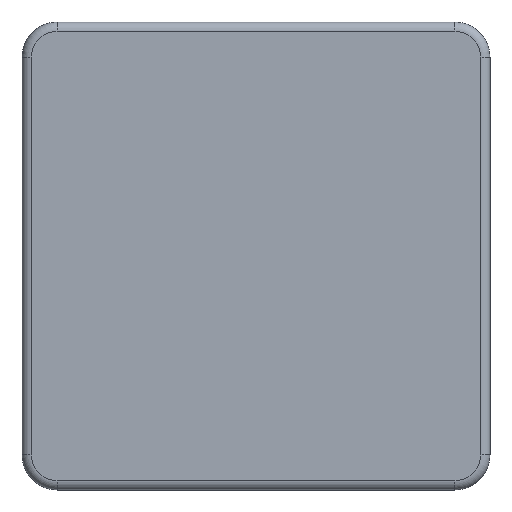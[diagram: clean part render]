
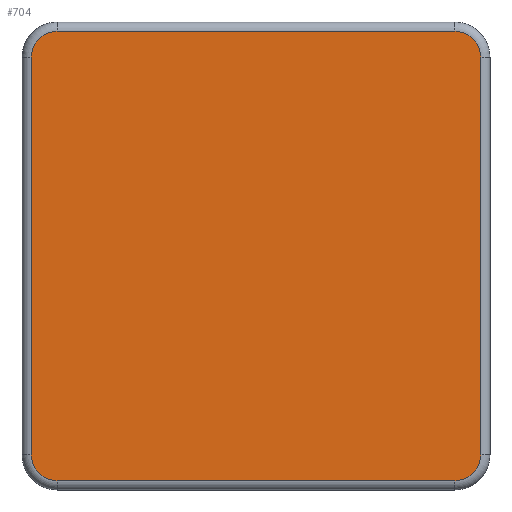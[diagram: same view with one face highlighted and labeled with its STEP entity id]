
A CAD part, left-side view. The second image highlights one B-rep face of the part: STEP entity #704.
In plain terms, the highlighted planar face has unit normal (-1, 0, 0).
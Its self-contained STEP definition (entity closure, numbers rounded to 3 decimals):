
#1=CARTESIAN_POINT('',(0.,1.7,-1.7));
#2=DIRECTION('',(-1.,0.,0.));
#3=DIRECTION('',(0.,1.,0.));
#4=AXIS2_PLACEMENT_3D('',#1,#2,#3);
#6=DIRECTION('',(0.,0.,-1.));
#7=VECTOR('',#6,3.4);
#8=CARTESIAN_POINT('',(0.,1.92,1.7));
#9=LINE('',#8,#7);
#10=CARTESIAN_POINT('',(0.,1.7,1.7));
#11=DIRECTION('',(-1.,0.,0.));
#12=DIRECTION('',(0.,0.,1.));
#13=AXIS2_PLACEMENT_3D('',#10,#11,#12);
#15=DIRECTION('',(0.,1.,0.));
#16=VECTOR('',#15,3.4);
#17=CARTESIAN_POINT('',(0.,-1.7,1.92));
#18=LINE('',#17,#16);
#19=CARTESIAN_POINT('',(0.,-1.7,1.7));
#20=DIRECTION('',(-1.,0.,0.));
#21=DIRECTION('',(0.,-1.,0.));
#22=AXIS2_PLACEMENT_3D('',#19,#20,#21);
#24=DIRECTION('',(0.,0.,1.));
#25=VECTOR('',#24,3.4);
#26=CARTESIAN_POINT('',(0.,-1.92,-1.7));
#27=LINE('',#26,#25);
#28=CARTESIAN_POINT('',(0.,-1.7,-1.7));
#29=DIRECTION('',(-1.,0.,0.));
#30=DIRECTION('',(0.,0.,-1.));
#31=AXIS2_PLACEMENT_3D('',#28,#29,#30);
#33=DIRECTION('',(0.,-1.,0.));
#34=VECTOR('',#33,3.4);
#35=CARTESIAN_POINT('',(0.,1.7,-1.92));
#36=LINE('',#35,#34);
#645=CARTESIAN_POINT('',(0.,1.92,-1.7));
#646=CARTESIAN_POINT('',(0.,1.7,-1.92));
#647=VERTEX_POINT('',#645);
#648=VERTEX_POINT('',#646);
#653=CARTESIAN_POINT('',(0.,-1.7,-1.92));
#654=VERTEX_POINT('',#653);
#657=CARTESIAN_POINT('',(0.,-1.92,-1.7));
#658=VERTEX_POINT('',#657);
#661=CARTESIAN_POINT('',(0.,-1.92,1.7));
#662=VERTEX_POINT('',#661);
#665=CARTESIAN_POINT('',(0.,-1.7,1.92));
#666=VERTEX_POINT('',#665);
#669=CARTESIAN_POINT('',(0.,1.7,1.92));
#670=VERTEX_POINT('',#669);
#673=CARTESIAN_POINT('',(0.,1.92,1.7));
#674=VERTEX_POINT('',#673);
#681=CARTESIAN_POINT('',(0.,0.,0.));
#682=DIRECTION('',(1.,0.,0.));
#683=DIRECTION('',(0.,-1.,0.));
#684=AXIS2_PLACEMENT_3D('',#681,#682,#683);
#685=PLANE('',#684);
#687=ORIENTED_EDGE('',*,*,#686,.F.);
#689=ORIENTED_EDGE('',*,*,#688,.F.);
#691=ORIENTED_EDGE('',*,*,#690,.F.);
#693=ORIENTED_EDGE('',*,*,#692,.F.);
#695=ORIENTED_EDGE('',*,*,#694,.F.);
#697=ORIENTED_EDGE('',*,*,#696,.F.);
#699=ORIENTED_EDGE('',*,*,#698,.F.);
#701=ORIENTED_EDGE('',*,*,#700,.F.);
#702=EDGE_LOOP('',(#687,#689,#691,#693,#695,#697,#699,#701));
#703=FACE_OUTER_BOUND('',#702,.F.);
#5=CIRCLE('',#4,0.22);
#14=CIRCLE('',#13,0.22);
#23=CIRCLE('',#22,0.22);
#32=CIRCLE('',#31,0.22);
#686=EDGE_CURVE('',#647,#648,#5,.T.);
#688=EDGE_CURVE('',#674,#647,#9,.T.);
#690=EDGE_CURVE('',#670,#674,#14,.T.);
#692=EDGE_CURVE('',#666,#670,#18,.T.);
#694=EDGE_CURVE('',#662,#666,#23,.T.);
#696=EDGE_CURVE('',#658,#662,#27,.T.);
#698=EDGE_CURVE('',#654,#658,#32,.T.);
#700=EDGE_CURVE('',#648,#654,#36,.T.);
#704=ADVANCED_FACE('',(#703),#685,.F.);
